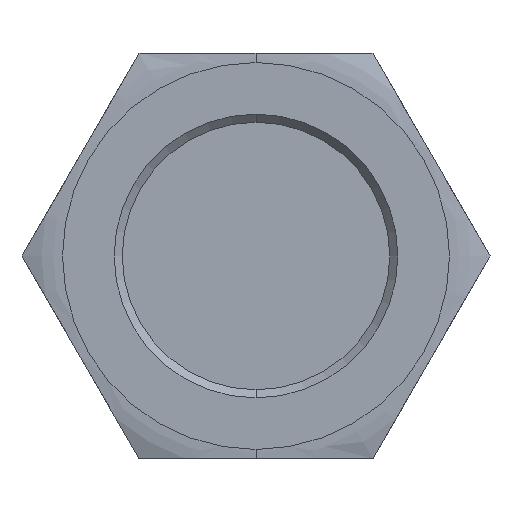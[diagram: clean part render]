
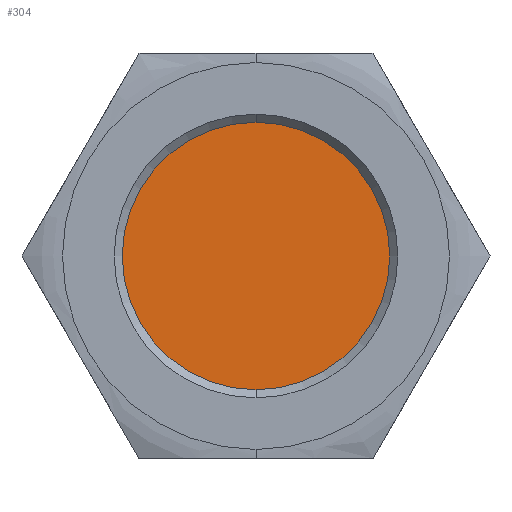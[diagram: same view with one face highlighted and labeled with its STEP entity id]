
A CAD part, front view. The second image highlights one B-rep face of the part: STEP entity #304.
In plain terms, the highlighted planar face has unit normal (0, -1, 0).
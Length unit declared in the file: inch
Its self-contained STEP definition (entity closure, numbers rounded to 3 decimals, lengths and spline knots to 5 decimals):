
#147 = EDGE_CURVE ( 'NONE', #148, #149, #347, .T. ) ;
#148 = VERTEX_POINT ( 'NONE', #343 ) ;
#149 = VERTEX_POINT ( 'NONE', #342 ) ;
#180 = ORIENTED_EDGE ( 'NONE', *, *, #181, .F. ) ;
#181 = EDGE_CURVE ( 'NONE', #149, #148, #585, .T. ) ;
#184 = EDGE_LOOP ( 'NONE', ( #266, #180 ) ) ;
#266 = ORIENTED_EDGE ( 'NONE', *, *, #147, .F. ) ;
#304 = ADVANCED_FACE ( 'NONE', ( #660 ), #655, .T. ) ;
#342 = CARTESIAN_POINT ( 'NONE',  ( 0., -2.5, 0.0825 ) ) ;
#343 = CARTESIAN_POINT ( 'NONE',  ( 0., -2.5, -0.0825 ) ) ;
#344 = DIRECTION ( 'NONE',  ( 0., 0., 1. ) ) ;
#345 = DIRECTION ( 'NONE',  ( 0., 1., 0. ) ) ;
#346 = AXIS2_PLACEMENT_3D ( 'NONE', #353, #345, #344 ) ;
#347 = CIRCLE ( 'NONE', #346, 0.0825 ) ;
#353 = CARTESIAN_POINT ( 'NONE',  ( 0., -2.5, 0. ) ) ;
#581 = DIRECTION ( 'NONE',  ( 0., 0., 1. ) ) ;
#582 = DIRECTION ( 'NONE',  ( 0., 1., 0. ) ) ;
#583 = CARTESIAN_POINT ( 'NONE',  ( 0., -2.5, 0. ) ) ;
#584 = AXIS2_PLACEMENT_3D ( 'NONE', #583, #582, #581 ) ;
#585 = CIRCLE ( 'NONE', #584, 0.0825 ) ;
#651 = DIRECTION ( 'NONE',  ( 0., 0., 1. ) ) ;
#652 = DIRECTION ( 'NONE',  ( 0., -1., 0. ) ) ;
#653 = CARTESIAN_POINT ( 'NONE',  ( 0., -2.5, 0. ) ) ;
#654 = AXIS2_PLACEMENT_3D ( 'NONE', #653, #652, #651 ) ;
#655 = PLANE ( 'NONE',  #654 ) ;
#660 = FACE_OUTER_BOUND ( 'NONE', #184, .T. ) ;
